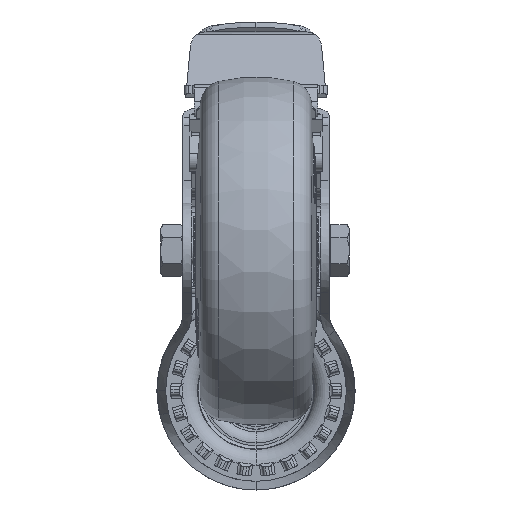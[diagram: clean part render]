
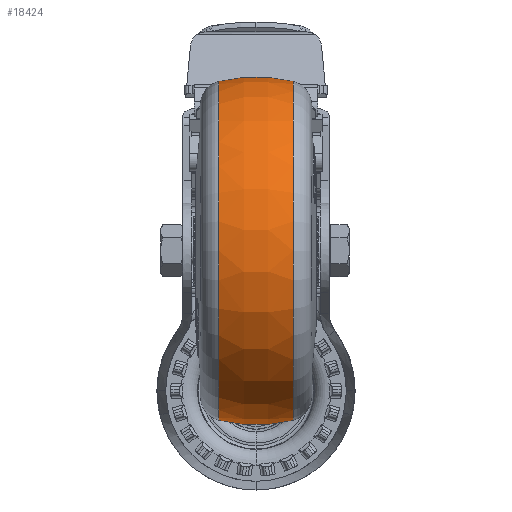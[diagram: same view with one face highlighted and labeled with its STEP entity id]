
A CAD part, front view. The second image highlights one B-rep face of the part: STEP entity #18424.
In plain terms, the highlighted toroidal (fillet/blend) face has major radius 5 mm and minor radius 45 mm.
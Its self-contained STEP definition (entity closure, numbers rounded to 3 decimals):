
#11537 = AXIS2_PLACEMENT_3D ( 'NONE', #60273, #39781, #112754 ) ;
#13146 = DIRECTION ( 'NONE',  ( -1., 0., 0. ) ) ;
#13378 = AXIS2_PLACEMENT_3D ( 'NONE', #75650, #13146, #86146 ) ;
#13535 = DIRECTION ( 'NONE',  ( 0., 1., 0. ) ) ;
#14072 = CIRCLE ( 'NONE', #22319, 45. ) ;
#17634 = VERTEX_POINT ( 'NONE', #93927 ) ;
#18424 = ADVANCED_FACE ( 'NONE', ( #74187 ), #113362, .T. ) ;
#22319 = AXIS2_PLACEMENT_3D ( 'NONE', #123646, #61097, #134252 ) ;
#27233 = EDGE_CURVE ( 'NONE', #35256, #17634, #134206, .T. ) ;
#29999 = EDGE_CURVE ( 'NONE', #86678, #35256, #14072, .T. ) ;
#30266 = CARTESIAN_POINT ( 'NONE',  ( -10.658, 0., -48.72 ) ) ;
#30937 = ORIENTED_EDGE ( 'NONE', *, *, #29999, .T. ) ;
#32648 = ORIENTED_EDGE ( 'NONE', *, *, #27233, .T. ) ;
#34845 = VERTEX_POINT ( 'NONE', #67924 ) ;
#35256 = VERTEX_POINT ( 'NONE', #118385 ) ;
#37560 = DIRECTION ( 'NONE',  ( 1., 0., 0. ) ) ;
#39781 = DIRECTION ( 'NONE',  ( 1., 0., 0. ) ) ;
#40402 = AXIS2_PLACEMENT_3D ( 'NONE', #76007, #13535, #86508 ) ;
#41845 = ORIENTED_EDGE ( 'NONE', *, *, #94093, .T. ) ;
#59616 = CIRCLE ( 'NONE', #122377, 48.72 ) ;
#60273 = CARTESIAN_POINT ( 'NONE',  ( 0., 0., 0. ) ) ;
#61097 = DIRECTION ( 'NONE',  ( 0., -1., 0. ) ) ;
#67924 = CARTESIAN_POINT ( 'NONE',  ( -10.658, 0., 48.72 ) ) ;
#69475 = ORIENTED_EDGE ( 'NONE', *, *, #99922, .F. ) ;
#74187 = FACE_OUTER_BOUND ( 'NONE', #112418, .T. ) ;
#75650 = CARTESIAN_POINT ( 'NONE',  ( 10.658, 0., 0. ) ) ;
#76007 = CARTESIAN_POINT ( 'NONE',  ( 0., 0., 5. ) ) ;
#86146 = DIRECTION ( 'NONE',  ( 0., 0., 1. ) ) ;
#86508 = DIRECTION ( 'NONE',  ( 0., 0., 1. ) ) ;
#86678 = VERTEX_POINT ( 'NONE', #30266 ) ;
#93927 = CARTESIAN_POINT ( 'NONE',  ( 10.658, 0., 48.72 ) ) ;
#94093 = EDGE_CURVE ( 'NONE', #34845, #86678, #59616, .T. ) ;
#99922 = EDGE_CURVE ( 'NONE', #34845, #17634, #132474, .T. ) ;
#99980 = CARTESIAN_POINT ( 'NONE',  ( -10.658, 0., 0. ) ) ;
#110507 = DIRECTION ( 'NONE',  ( 0., 0., -1. ) ) ;
#112418 = EDGE_LOOP ( 'NONE', ( #69475, #41845, #30937, #32648 ) ) ;
#112754 = DIRECTION ( 'NONE',  ( 0., 0., -1. ) ) ;
#113362 = TOROIDAL_SURFACE ( 'NONE', #11537, 5., 45. ) ;
#118385 = CARTESIAN_POINT ( 'NONE',  ( 10.658, 0., -48.72 ) ) ;
#122377 = AXIS2_PLACEMENT_3D ( 'NONE', #99980, #37560, #110507 ) ;
#123646 = CARTESIAN_POINT ( 'NONE',  ( 0., 0., -5. ) ) ;
#132474 = CIRCLE ( 'NONE', #40402, 45. ) ;
#134206 = CIRCLE ( 'NONE', #13378, 48.72 ) ;
#134252 = DIRECTION ( 'NONE',  ( 1., 0., 0. ) ) ;
